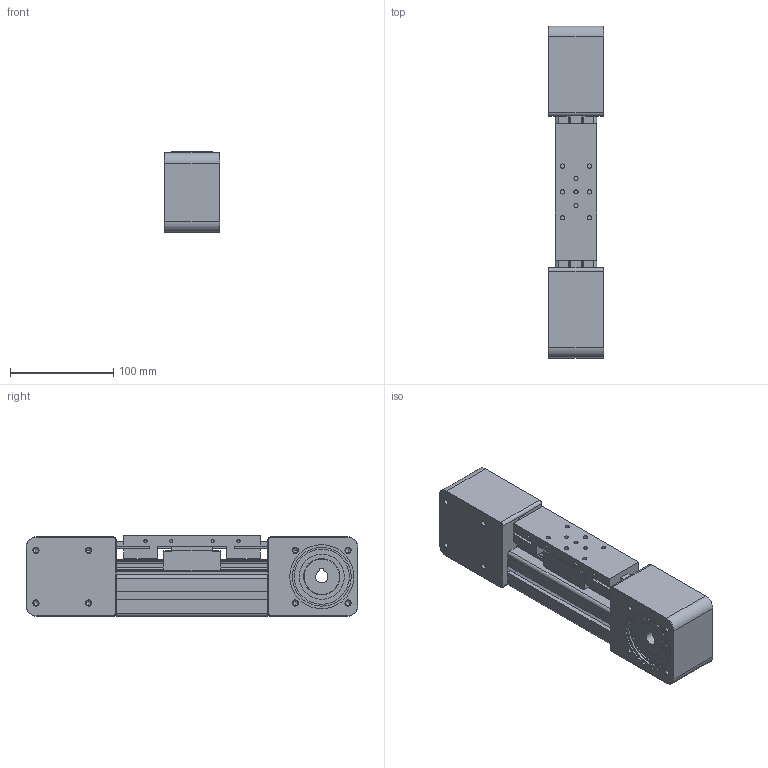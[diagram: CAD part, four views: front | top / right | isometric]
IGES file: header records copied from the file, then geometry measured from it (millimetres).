
Global section: file name: No Iges File Name specified; native system: Autodesk Inventor 2011; preprocessor: AutoDesk Inventor Iges Exporter R2011; author: Matej; date: 20110523.111118; units: millimetre
Bounding box: 54 x 321 x 78 mm (x, y, z)
Volume: 870345.9 mm3; surface area: 207810.6 mm2
Topology: 5 solids, 7 shells, 672 faces, 1736 edges, 1084 vertices
Faces by surface type: plane 318, bspline 158, revolution 119, cylinder 63, cone 14
